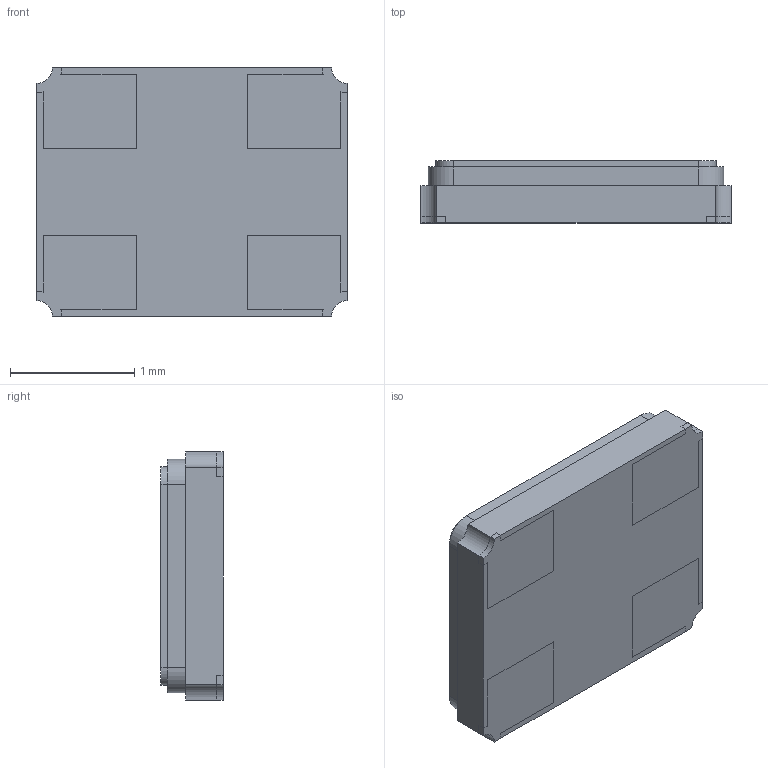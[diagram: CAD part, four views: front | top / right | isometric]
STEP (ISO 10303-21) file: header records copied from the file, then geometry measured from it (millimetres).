
FILE_DESCRIPTION (( 'STEP AP214' ), '1' );
FILE_NAME ('ECX-2236B2 SMD crystal.STEP', '2022-03-16T09:25:13', ( '' ), ( '' ), 'SwSTEP 2.0', 'SolidWorks 2020', '' );
FILE_SCHEMA (( 'AUTOMOTIVE_DESIGN' ));
Length unit declared in the file: millimetre
Products named in the file (1): ECX-2236B2 SMD crystal
Bounding box: 2.5 x 0.5 x 2 mm (x, y, z)
Volume: 2.3 mm3; surface area: 18.8 mm2
Topology: 5 solids, 5 shells, 100 faces, 264 edges, 176 vertices
Faces by surface type: plane 68, cylinder 32
Entity records: 3371 total; most frequent: CARTESIAN_POINT 541, DIRECTION 530, ORIENTED_EDGE 528, EDGE_CURVE 264, LINE 200, VECTOR 200, VERTEX_POINT 176, AXIS2_PLACEMENT_3D 165
